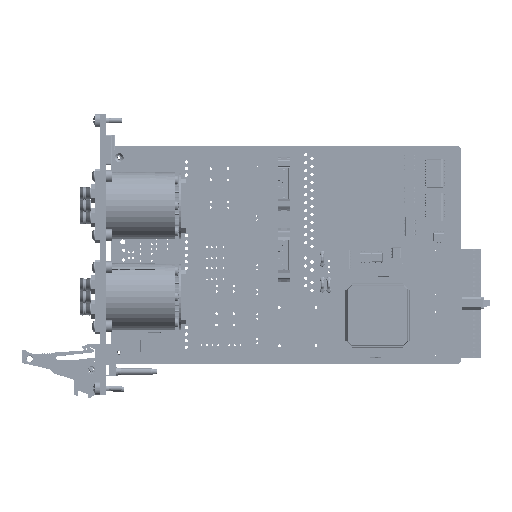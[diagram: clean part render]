
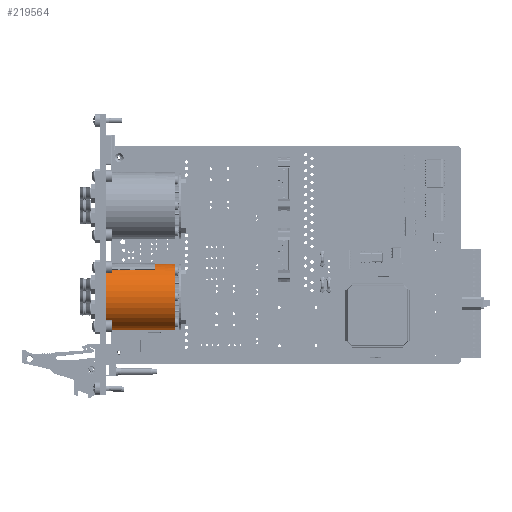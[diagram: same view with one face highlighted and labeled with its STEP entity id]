
A CAD part, top view. The second image highlights one B-rep face of the part: STEP entity #219564.
In plain terms, the highlighted cylindrical face has radius 15.25 mm (diameter 30.5 mm), a full revolution.
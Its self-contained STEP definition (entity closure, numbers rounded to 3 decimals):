
#13590 = CARTESIAN_POINT ( 'NONE',  ( -65.667, -23.639, -2.293 ) ) ;
#13644 = DIRECTION ( 'NONE',  ( -1., 0., 0. ) ) ;
#13955 = CARTESIAN_POINT ( 'NONE',  ( -86.667, -12.745, 8.379 ) ) ;
#13959 = DIRECTION ( 'NONE',  ( 1., 0., 0. ) ) ;
#13961 = DIRECTION ( 'NONE',  ( 0., -1., 0. ) ) ;
#14043 = CARTESIAN_POINT ( 'NONE',  ( -90.606, -12.745, 8.379 ) ) ;
#14045 = DIRECTION ( 'NONE',  ( 1., 0., 0. ) ) ;
#14048 = DIRECTION ( 'NONE',  ( 0., 1., 0. ) ) ;
#14057 = CARTESIAN_POINT ( 'NONE',  ( -65.667, -12.745, 8.379 ) ) ;
#14060 = DIRECTION ( 'NONE',  ( 1., 0., 0. ) ) ;
#14062 = DIRECTION ( 'NONE',  ( 0., -1., 0. ) ) ;
#14241 = DIRECTION ( 'NONE',  ( -1., 0., 0. ) ) ;
#14245 = CARTESIAN_POINT ( 'NONE',  ( -65.667, -0.245, 17.115 ) ) ;
#14293 = CARTESIAN_POINT ( 'NONE',  ( -56.506, -12.745, 8.379 ) ) ;
#14296 = DIRECTION ( 'NONE',  ( -1., 0., 0. ) ) ;
#14299 = DIRECTION ( 'NONE',  ( 0., 1., 0. ) ) ;
#16897 = VERTEX_POINT ( 'NONE', #39709 ) ;
#17630 = VERTEX_POINT ( 'NONE', #41786 ) ;
#20176 = VERTEX_POINT ( 'NONE', #241431 ) ;
#20610 = VERTEX_POINT ( 'NONE', #300818 ) ;
#33050 = EDGE_LOOP ( 'NONE', ( #115615, #115620, #115632, #115634 ) ) ;
#34201 = EDGE_LOOP ( 'NONE', ( #115604 ) ) ;
#34732 = EDGE_LOOP ( 'NONE', ( #115597 ) ) ;
#39709 = CARTESIAN_POINT ( 'NONE',  ( -65.667, -23.639, -2.293 ) ) ;
#41786 = CARTESIAN_POINT ( 'NONE',  ( -86.667, -23.639, -2.293 ) ) ;
#50268 = CARTESIAN_POINT ( 'NONE',  ( -90.606, 2.505, 8.379 ) ) ;
#50286 = CARTESIAN_POINT ( 'NONE',  ( -56.506, 2.505, 8.379 ) ) ;
#76457 = AXIS2_PLACEMENT_3D ( 'NONE', #14293, #14296, #14299 ) ;
#94825 = EDGE_CURVE ( 'NONE', #16897, #17630, #252706, .T. ) ;
#94933 = EDGE_CURVE ( 'NONE', #17630, #20176, #252778, .T. ) ;
#94965 = EDGE_CURVE ( 'NONE', #154856, #154856, #252797, .T. ) ;
#94970 = EDGE_CURVE ( 'NONE', #16897, #20610, #252806, .T. ) ;
#95071 = EDGE_CURVE ( 'NONE', #20610, #20176, #252880, .T. ) ;
#95077 = EDGE_CURVE ( 'NONE', #154869, #154869, #252887, .T. ) ;
#115597 = ORIENTED_EDGE ( 'NONE', *, *, #94965, .T. ) ;
#115604 = ORIENTED_EDGE ( 'NONE', *, *, #95077, .T. ) ;
#115615 = ORIENTED_EDGE ( 'NONE', *, *, #94970, .T. ) ;
#115620 = ORIENTED_EDGE ( 'NONE', *, *, #95071, .T. ) ;
#115632 = ORIENTED_EDGE ( 'NONE', *, *, #94933, .F. ) ;
#115634 = ORIENTED_EDGE ( 'NONE', *, *, #94825, .F. ) ;
#130048 = AXIS2_PLACEMENT_3D ( 'NONE', #282198, #282153, #282238 ) ;
#154856 = VERTEX_POINT ( 'NONE', #50268 ) ;
#154869 = VERTEX_POINT ( 'NONE', #50286 ) ;
#211979 = AXIS2_PLACEMENT_3D ( 'NONE', #14043, #14045, #14048 ) ;
#211987 = AXIS2_PLACEMENT_3D ( 'NONE', #13955, #13959, #13961 ) ;
#218120 = AXIS2_PLACEMENT_3D ( 'NONE', #14057, #14060, #14062 ) ;
#219564 = ADVANCED_FACE ( 'NONE', ( #284368, #284341, #284352 ), #284455, .T. ) ;
#241431 = CARTESIAN_POINT ( 'NONE',  ( -86.667, -0.245, 17.115 ) ) ;
#252706 = LINE ( 'NONE', #13590, #252710 ) ;
#252710 = VECTOR ( 'NONE', #13644, 1000. ) ;
#252778 = CIRCLE ( 'NONE', #211987, 15.25 ) ;
#252797 = CIRCLE ( 'NONE', #211979, 15.25 ) ;
#252806 = CIRCLE ( 'NONE', #218120, 15.25 ) ;
#252880 = LINE ( 'NONE', #14245, #252882 ) ;
#252882 = VECTOR ( 'NONE', #14241, 1000. ) ;
#252887 = CIRCLE ( 'NONE', #76457, 15.25 ) ;
#282153 = DIRECTION ( 'NONE',  ( -1., 0., 0. ) ) ;
#282198 = CARTESIAN_POINT ( 'NONE',  ( -56.306, -12.745, 8.379 ) ) ;
#282238 = DIRECTION ( 'NONE',  ( 0., -1., 0. ) ) ;
#284341 = FACE_OUTER_BOUND ( 'NONE', #34201, .T. ) ;
#284352 = FACE_BOUND ( 'NONE', #33050, .T. ) ;
#284368 = FACE_OUTER_BOUND ( 'NONE', #34732, .T. ) ;
#284455 = CYLINDRICAL_SURFACE ( 'NONE', #130048, 15.25 ) ;
#300818 = CARTESIAN_POINT ( 'NONE',  ( -65.667, -0.245, 17.115 ) ) ;
